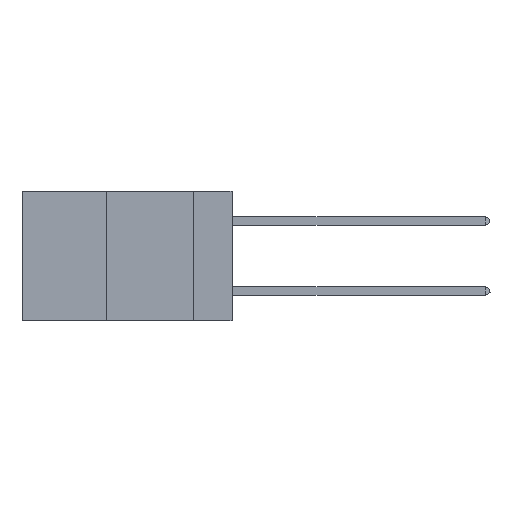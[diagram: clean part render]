
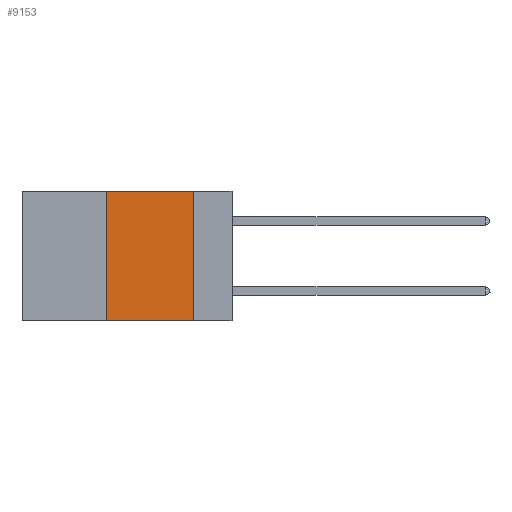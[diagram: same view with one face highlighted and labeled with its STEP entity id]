
A CAD part, left-side view. The second image highlights one B-rep face of the part: STEP entity #9153.
In plain terms, the highlighted planar face has unit normal (-1, 0, 0).
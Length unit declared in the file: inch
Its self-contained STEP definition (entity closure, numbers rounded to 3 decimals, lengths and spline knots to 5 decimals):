
#1339 = CARTESIAN_POINT ( 'NONE',  ( 0., 0.11, 0. ) ) ;
#1688 = CARTESIAN_POINT ( 'NONE',  ( 0., 0.11, 0. ) ) ;
#1880 = LINE ( 'NONE', #22605, #5278 ) ;
#2120 = EDGE_CURVE ( 'NONE', #4572, #19399, #7848, .T. ) ;
#2221 = DIRECTION ( 'NONE',  ( 0., -1., 0. ) ) ;
#4384 = DIRECTION ( 'NONE',  ( 0., 0., 1. ) ) ;
#4572 = VERTEX_POINT ( 'NONE', #10290 ) ;
#5278 = VECTOR ( 'NONE', #4384, 39.37008 ) ;
#5437 = EDGE_CURVE ( 'NONE', #8900, #19399, #22803, .T. ) ;
#5991 = VERTEX_POINT ( 'NONE', #11720 ) ;
#6271 = ORIENTED_EDGE ( 'NONE', *, *, #21942, .F. ) ;
#6455 = LINE ( 'NONE', #8793, #20726 ) ;
#7848 = LINE ( 'NONE', #13217, #20423 ) ;
#8793 = CARTESIAN_POINT ( 'NONE',  ( 0., 0.6, 0. ) ) ;
#8900 = VERTEX_POINT ( 'NONE', #1339 ) ;
#9153 = ADVANCED_FACE ( 'NONE', ( #11895 ), #16898, .F. ) ;
#10290 = CARTESIAN_POINT ( 'NONE',  ( 0., 0.36, -0.37 ) ) ;
#10923 = EDGE_CURVE ( 'NONE', #5991, #8900, #6455, .T. ) ;
#11331 = CARTESIAN_POINT ( 'NONE',  ( 0., 0.11, -0.37 ) ) ;
#11585 = DIRECTION ( 'NONE',  ( 1., 0., 0. ) ) ;
#11720 = CARTESIAN_POINT ( 'NONE',  ( 0., 0.36, 0. ) ) ;
#11895 = FACE_OUTER_BOUND ( 'NONE', #13545, .T. ) ;
#13217 = CARTESIAN_POINT ( 'NONE',  ( 0., 0.6, -0.37 ) ) ;
#13545 = EDGE_LOOP ( 'NONE', ( #22722, #22989, #6271, #16161 ) ) ;
#14247 = DIRECTION ( 'NONE',  ( 0., 0., -1. ) ) ;
#15031 = AXIS2_PLACEMENT_3D ( 'NONE', #20451, #11585, #16794 ) ;
#16161 = ORIENTED_EDGE ( 'NONE', *, *, #2120, .T. ) ;
#16794 = DIRECTION ( 'NONE',  ( 0., 0., -1. ) ) ;
#16898 = PLANE ( 'NONE',  #15031 ) ;
#18321 = VECTOR ( 'NONE', #14247, 39.37008 ) ;
#19399 = VERTEX_POINT ( 'NONE', #11331 ) ;
#20167 = DIRECTION ( 'NONE',  ( 0., -1., 0. ) ) ;
#20423 = VECTOR ( 'NONE', #2221, 39.37008 ) ;
#20451 = CARTESIAN_POINT ( 'NONE',  ( 0., 0.6, 0. ) ) ;
#20726 = VECTOR ( 'NONE', #20167, 39.37008 ) ;
#21942 = EDGE_CURVE ( 'NONE', #4572, #5991, #1880, .T. ) ;
#22605 = CARTESIAN_POINT ( 'NONE',  ( 0., 0.36, 0. ) ) ;
#22722 = ORIENTED_EDGE ( 'NONE', *, *, #5437, .F. ) ;
#22803 = LINE ( 'NONE', #1688, #18321 ) ;
#22989 = ORIENTED_EDGE ( 'NONE', *, *, #10923, .F. ) ;
